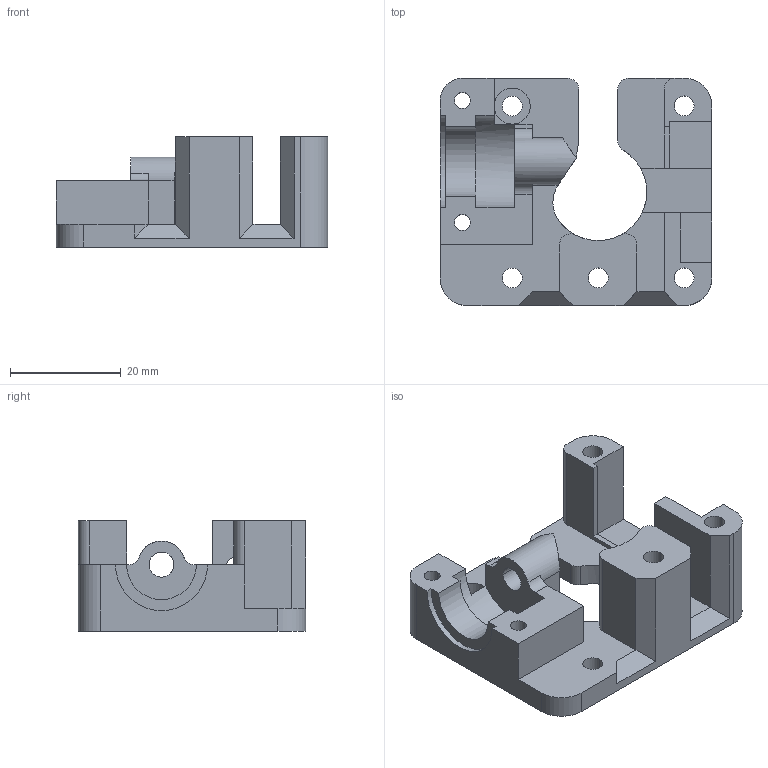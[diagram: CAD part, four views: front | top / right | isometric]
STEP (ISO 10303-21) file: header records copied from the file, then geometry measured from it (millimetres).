
FILE_DESCRIPTION (( 'STEP AP203' ), '1' );
FILE_NAME ('hot end mount-body.STEP', '2018-03-15T20:24:11', ( '' ), ( '' ), 'SwSTEP 2.0', 'SolidWorks 2017', '' );
FILE_SCHEMA (( 'CONFIG_CONTROL_DESIGN' ));
Length unit declared in the file: millimetre
Products named in the file (1): hot end mount-body
Bounding box: 49 x 41 x 19.9 mm (x, y, z)
Volume: 13316.5 mm3; surface area: 8463.6 mm2
Topology: 1 solids, 1 shells, 94 faces, 271 edges, 178 vertices
Faces by surface type: plane 54, cylinder 40
Entity records: 3209 total; most frequent: CARTESIAN_POINT 562, ORIENTED_EDGE 542, DIRECTION 540, EDGE_CURVE 271, AXIS2_PLACEMENT_3D 180, VECTOR 180, LINE 180, VERTEX_POINT 178
